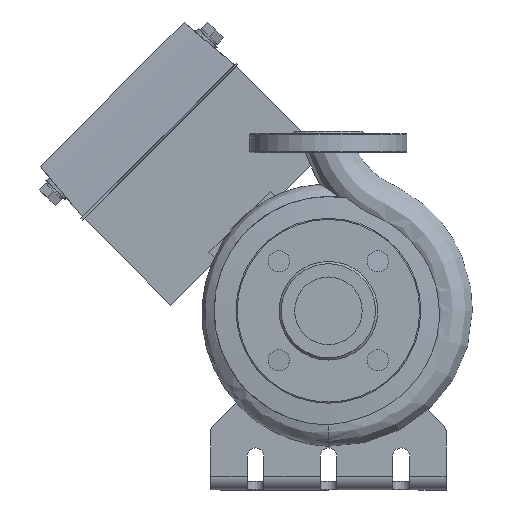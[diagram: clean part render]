
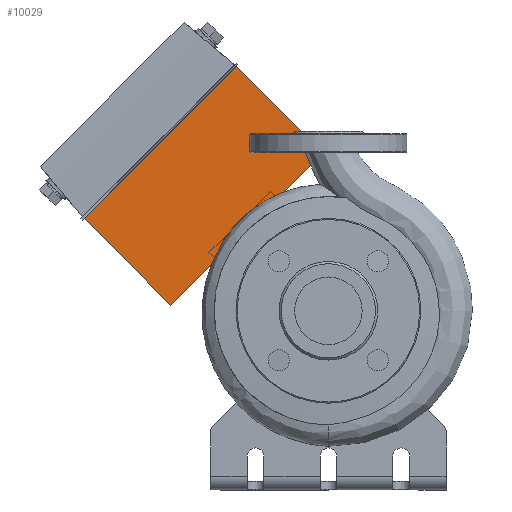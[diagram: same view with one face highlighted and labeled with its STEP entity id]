
A CAD part, left-side view. The second image highlights one B-rep face of the part: STEP entity #10029.
In plain terms, the highlighted planar face has unit normal (-1, 0, 0).
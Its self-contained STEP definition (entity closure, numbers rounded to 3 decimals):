
#906=LINE('',#19976,#1777);
#913=LINE('',#19994,#1784);
#916=LINE('',#20000,#1787);
#917=LINE('',#20001,#1788);
#1777=VECTOR('',#13863,10.);
#1784=VECTOR('',#13888,10.);
#1787=VECTOR('',#13893,10.);
#1788=VECTOR('',#13894,10.);
#2252=PLANE('',#11044);
#2931=FACE_OUTER_BOUND('',#3594,.T.);
#3594=EDGE_LOOP('',(#9254,#9255,#9256,#9257));
#4998=VERTEX_POINT('',#19972);
#5000=VERTEX_POINT('',#19975);
#5002=VERTEX_POINT('',#19993);
#5004=VERTEX_POINT('',#19999);
#6414=EDGE_CURVE('',#5000,#4998,#906,.T.);
#6423=EDGE_CURVE('',#5002,#5000,#913,.T.);
#6426=EDGE_CURVE('',#4998,#5004,#916,.T.);
#6427=EDGE_CURVE('',#5004,#5002,#917,.T.);
#9254=ORIENTED_EDGE('',*,*,#6414,.T.);
#9255=ORIENTED_EDGE('',*,*,#6426,.T.);
#9256=ORIENTED_EDGE('',*,*,#6427,.T.);
#9257=ORIENTED_EDGE('',*,*,#6423,.T.);
#10029=ADVANCED_FACE('',(#2931),#2252,.T.);
#11044=AXIS2_PLACEMENT_3D('',#19998,#13891,#13892);
#13863=DIRECTION('',(0.,0.707,-0.707));
#13888=DIRECTION('',(0.,0.707,0.707));
#13891=DIRECTION('center_axis',(-1.,0.,0.));
#13892=DIRECTION('ref_axis',(0.,0.707,0.707));
#13893=DIRECTION('',(0.,-0.707,-0.707));
#13894=DIRECTION('',(0.,-0.707,0.707));
#19972=CARTESIAN_POINT('',(214.,218.142,242.378));
#19975=CARTESIAN_POINT('',(214.,82.378,378.142));
#19976=CARTESIAN_POINT('',(214.,150.26,310.26));
#19993=CARTESIAN_POINT('',(214.,4.95,300.714));
#19994=CARTESIAN_POINT('',(214.,4.95,300.714));
#19998=CARTESIAN_POINT('Origin',(214.,150.967,310.967));
#19999=CARTESIAN_POINT('',(214.,140.714,164.95));
#20000=CARTESIAN_POINT('',(214.,140.714,164.95));
#20001=CARTESIAN_POINT('',(214.,72.832,232.832));
